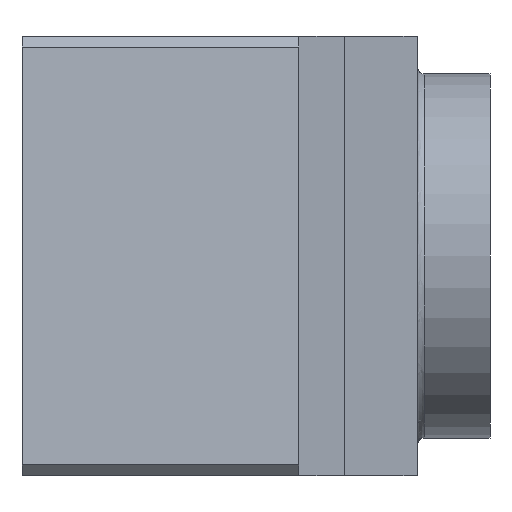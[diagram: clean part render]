
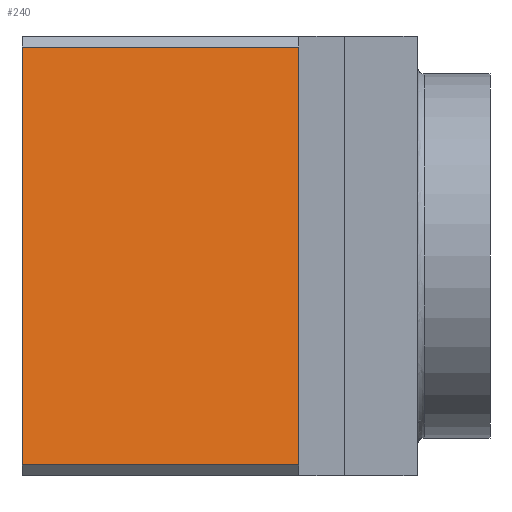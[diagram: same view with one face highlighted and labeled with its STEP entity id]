
A CAD part, left-side view. The second image highlights one B-rep face of the part: STEP entity #240.
In plain terms, the highlighted planar face has unit normal (-0.966, -0.259, 0).
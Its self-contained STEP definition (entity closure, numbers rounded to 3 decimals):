
#15 = EDGE_CURVE ( 'NONE', #44, #78, #776, .T. ) ;
#26 = DIRECTION ( 'NONE',  ( 0., 0., -1. ) ) ;
#44 = VERTEX_POINT ( 'NONE', #522 ) ;
#78 = VERTEX_POINT ( 'NONE', #293 ) ;
#146 = ORIENTED_EDGE ( 'NONE', *, *, #972, .F. ) ;
#171 = EDGE_CURVE ( 'NONE', #44, #544, #727, .T. ) ;
#173 = LINE ( 'NONE', #531, #772 ) ;
#192 = DIRECTION ( 'NONE',  ( 0., 0., -1. ) ) ;
#224 = CARTESIAN_POINT ( 'NONE',  ( -7.257, 8., -12.075 ) ) ;
#240 = ADVANCED_FACE ( 'NONE', ( #322 ), #771, .F. ) ;
#241 = ORIENTED_EDGE ( 'NONE', *, *, #171, .T. ) ;
#293 = CARTESIAN_POINT ( 'NONE',  ( -7.927, 10.5, 11.475 ) ) ;
#322 = FACE_OUTER_BOUND ( 'NONE', #942, .T. ) ;
#349 = CARTESIAN_POINT ( 'NONE',  ( -12., 25.7, -11.475 ) ) ;
#354 = VECTOR ( 'NONE', #26, 1000. ) ;
#412 = VECTOR ( 'NONE', #192, 1000. ) ;
#456 = DIRECTION ( 'NONE',  ( 0.966, 0.259, 0. ) ) ;
#499 = CARTESIAN_POINT ( 'NONE',  ( -7.927, 10.5, -12.075 ) ) ;
#522 = CARTESIAN_POINT ( 'NONE',  ( -12., 25.7, 11.475 ) ) ;
#524 = CARTESIAN_POINT ( 'NONE',  ( -7.927, 10.5, -11.475 ) ) ;
#531 = CARTESIAN_POINT ( 'NONE',  ( -7.257, 8., -11.475 ) ) ;
#543 = EDGE_CURVE ( 'NONE', #78, #799, #879, .T. ) ;
#544 = VERTEX_POINT ( 'NONE', #349 ) ;
#612 = DIRECTION ( 'NONE',  ( -0.259, 0.966, 0. ) ) ;
#628 = AXIS2_PLACEMENT_3D ( 'NONE', #224, #456, #612 ) ;
#725 = CARTESIAN_POINT ( 'NONE',  ( -12., 25.7, 0. ) ) ;
#727 = LINE ( 'NONE', #725, #354 ) ;
#744 = DIRECTION ( 'NONE',  ( 0.259, -0.966, 0. ) ) ;
#762 = ORIENTED_EDGE ( 'NONE', *, *, #15, .F. ) ;
#771 = PLANE ( 'NONE',  #628 ) ;
#772 = VECTOR ( 'NONE', #998, 1000. ) ;
#776 = LINE ( 'NONE', #899, #954 ) ;
#799 = VERTEX_POINT ( 'NONE', #524 ) ;
#847 = ORIENTED_EDGE ( 'NONE', *, *, #543, .F. ) ;
#879 = LINE ( 'NONE', #499, #412 ) ;
#899 = CARTESIAN_POINT ( 'NONE',  ( -7.257, 8., 11.475 ) ) ;
#942 = EDGE_LOOP ( 'NONE', ( #146, #847, #762, #241 ) ) ;
#954 = VECTOR ( 'NONE', #744, 1000. ) ;
#972 = EDGE_CURVE ( 'NONE', #799, #544, #173, .T. ) ;
#998 = DIRECTION ( 'NONE',  ( -0.259, 0.966, 0. ) ) ;
